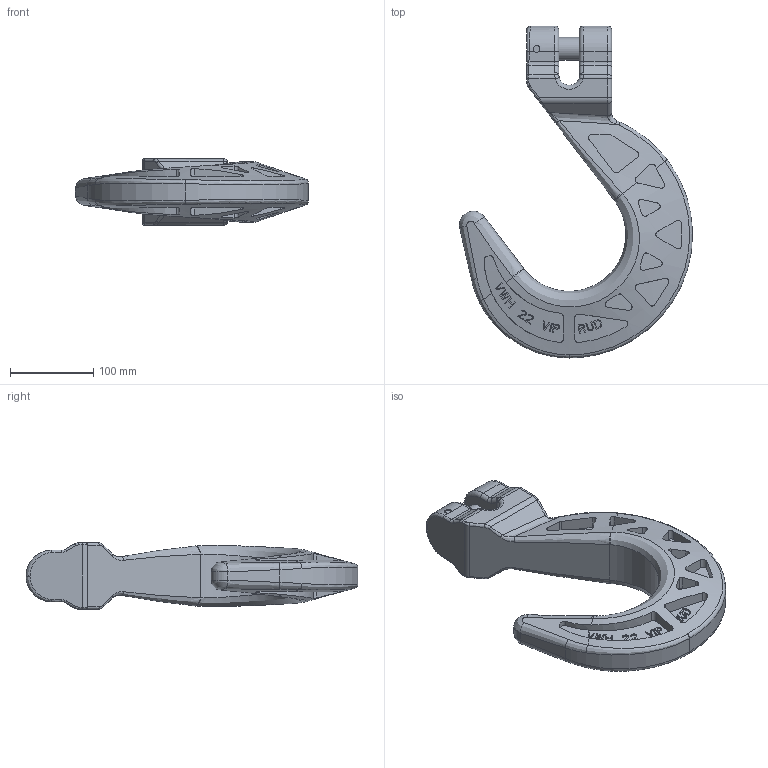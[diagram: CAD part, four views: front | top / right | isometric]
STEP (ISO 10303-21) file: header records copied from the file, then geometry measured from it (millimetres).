
FILE_DESCRIPTION((''),'2;1');
FILE_NAME('001-M33382-P-1','2016-06-13T',('Andreas.Wendler'),(''),'PRO/ENGINEER BY PARAMETRIC TECHNOLOGY CORPORATION, 2010140','PRO/ENGINEER BY PARAMETRIC TECHNOLOGY CORPORATION, 2010140','');
FILE_SCHEMA(('CONFIG_CONTROL_DESIGN'));
Length unit declared in the file: millimetre
Products named in the file (1): 001-M33382-P-1
Bounding box: 279.43 x 398 x 80 mm (x, y, z)
Volume: 2126379.9 mm3; surface area: 194142.6 mm2
Topology: 1 solids, 1 shells, 492 faces, 1300 edges, 838 vertices
Faces by surface type: plane 274, cylinder 105, bspline 64, cone 34, torus 15
Entity records: 28446 total; most frequent: CARTESIAN_POINT 17908, ORIENTED_EDGE 2600, DIRECTION 1521, EDGE_CURVE 1300, VERTEX_POINT 838, B_SPLINE_CURVE_WITH_KNOTS 765, AXIS2_PLACEMENT_3D 558, EDGE_LOOP 522
